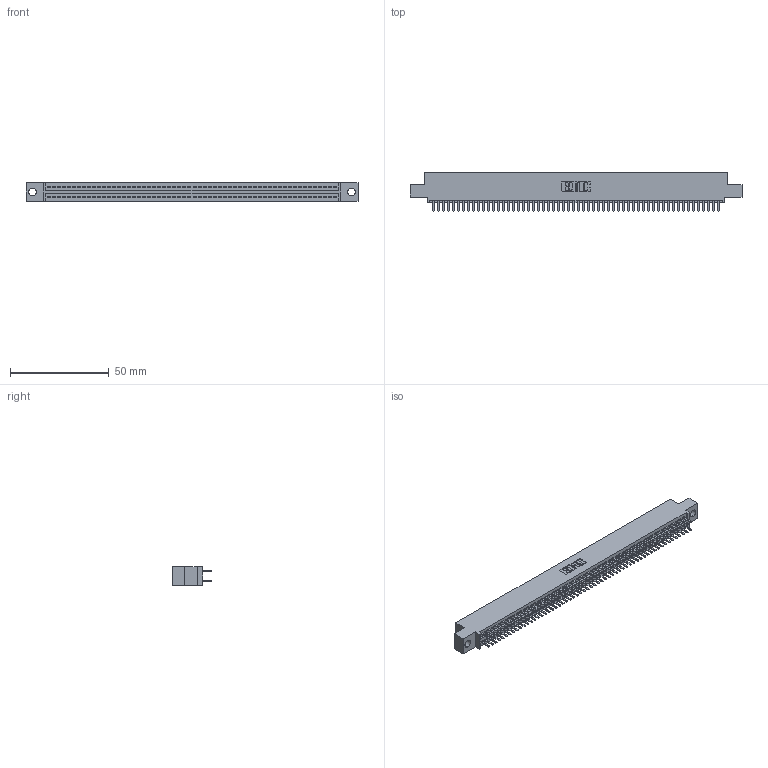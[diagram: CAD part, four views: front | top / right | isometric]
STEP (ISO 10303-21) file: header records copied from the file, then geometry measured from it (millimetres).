
FILE_DESCRIPTION (( 'STEP AP203' ), '1' );
FILE_NAME ('395-116-520-504.STEP', '2018-12-01T21:05:10', ( '' ), ( '' ), 'SwSTEP 2.0', 'SolidWorks 2016', '' );
FILE_SCHEMA (( 'CONFIG_CONTROL_DESIGN' ));
Length unit declared in the file: inch
Products named in the file (3): 345 Part_0.110 Offset - 0.156 Dia-TH; 345-292-001_345-293-120; 395-116-520-504
Assembly tree (117 placements, depth 2):
  395-116-520-504
    345 Part_0.110 Offset - 0.156 Dia-TH
    345-292-001_345-293-120  x116
Bounding box: 168.53 x 19.68 x 9.4 mm (x, y, z)
Volume: 16307.4 mm3; surface area: 24214.5 mm2
Topology: 117 solids, 117 shells, 6394 faces, 18565 edges, 12066 vertices
Faces by surface type: plane 4144, cylinder 2250
Entity records: 43603 total; most frequent: CARTESIAN_POINT 7308, ORIENTED_EDGE 7230, DIRECTION 6411, EDGE_CURVE 3615, VECTOR 3247, LINE 3247, VERTEX_POINT 2406, AXIS2_PLACEMENT_3D 1582
